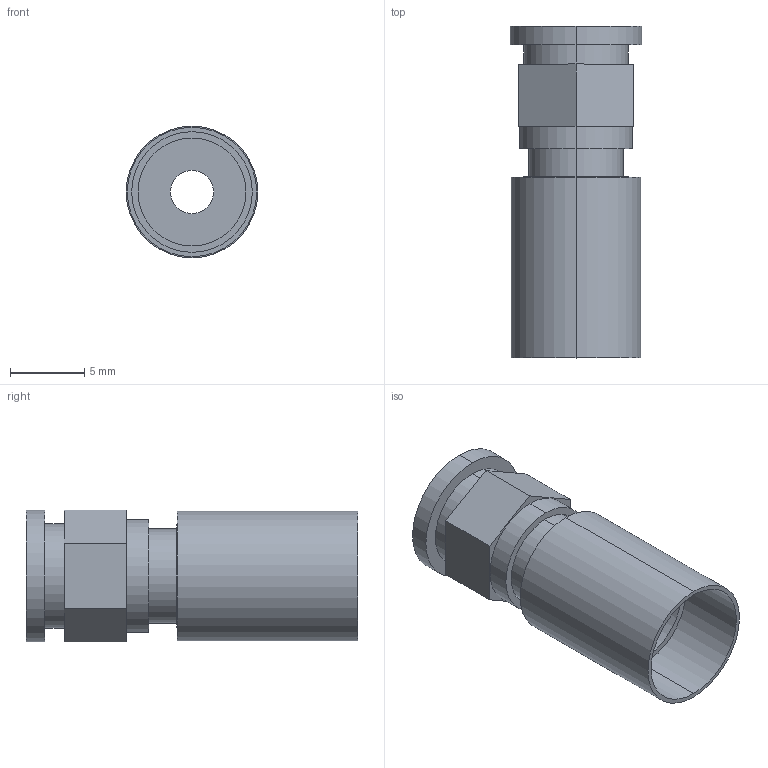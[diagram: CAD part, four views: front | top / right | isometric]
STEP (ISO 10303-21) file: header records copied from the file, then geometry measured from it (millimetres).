
FILE_DESCRIPTION (( 'STEP AP203' ), '1' );
FILE_NAME ('A0667-1-CN.STEP', '2013-11-07T13:54:47', ( '' ), ( '' ), 'SwSTEP 2.0', 'SolidWorks 2012', '' );
FILE_SCHEMA (( 'CONFIG_CONTROL_DESIGN' ));
Length unit declared in the file: inch
Products named in the file (1): A0667-1-CN
Bounding box: 8.89 x 22.4 x 8.89 mm (x, y, z)
Volume: 420.4 mm3; surface area: 1441.8 mm2
Topology: 2 solids, 2 shells, 54 faces, 112 edges, 74 vertices
Faces by surface type: cylinder 30, plane 22, cone 2
Entity records: 1547 total; most frequent: DIRECTION 284, CARTESIAN_POINT 241, ORIENTED_EDGE 224, AXIS2_PLACEMENT_3D 117, EDGE_CURVE 112, VERTEX_POINT 74, EDGE_LOOP 70, CIRCLE 62
